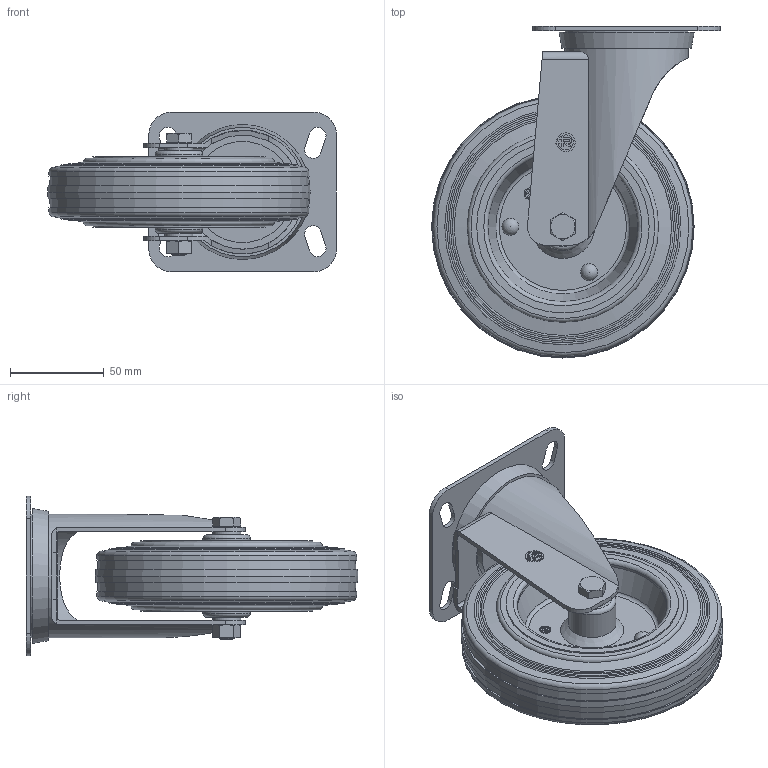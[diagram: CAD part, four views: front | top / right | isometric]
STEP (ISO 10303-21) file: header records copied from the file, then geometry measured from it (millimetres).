
FILE_DESCRIPTION( ( 'STEP AP214' ), ' ' );
FILE_NAME( '234604.stp', '2017-04-27T06:22:09', ( '' ), ( '' ), ' ', 'PARTsolutions', ' ' );
FILE_SCHEMA( ( 'AUTOMOTIVE_DESIGN { 1 0 10303 214 1 1 1 1 }' ) );
Length unit declared in the file: millimetre
Products named in the file (6): 234604; _233104; _Shaft 140-M8-40-15450; _SRP/NL (140-100x85-37.5176)-b; _Bolt M8-60(GREY); _Nut M8(GREY)
Assembly tree (5 placements, depth 2):
  234604
    _233104
    _Shaft 140-M8-40-15450
    _SRP/NL (140-100x85-37.5176)-b
    _Bolt M8-60(GREY)
    _Nut M8(GREY)
Bounding box: 154 x 177 x 85 mm (x, y, z)
Volume: 443357.2 mm3; surface area: 113966.3 mm2
Topology: 5 solids, 5 shells, 327 faces, 828 edges, 514 vertices
Faces by surface type: plane 187, cylinder 66, cone 42, torus 26, sphere 6
Full cylindrical faces by diameter (mm): 6.647 x1, 8 x2, 8.2 x2, 11.47 x1, 12 x1, 15 x1, 15.54 x2, 18 x2, 21.54 x2, 22.8 x1, 25.4 x2, 54 x1, 61 x1, 66 x2, 80 x2, 92 x2
Entity records: 12352 total; most frequent: CARTESIAN_POINT 1919, DIRECTION 1702, ORIENTED_EDGE 1448, EDGE_CURVE 724, AXIS2_PLACEMENT_3D 691, VERTEX_POINT 504, EDGE_LOOP 462, FACE_OUTER_BOUND 378
